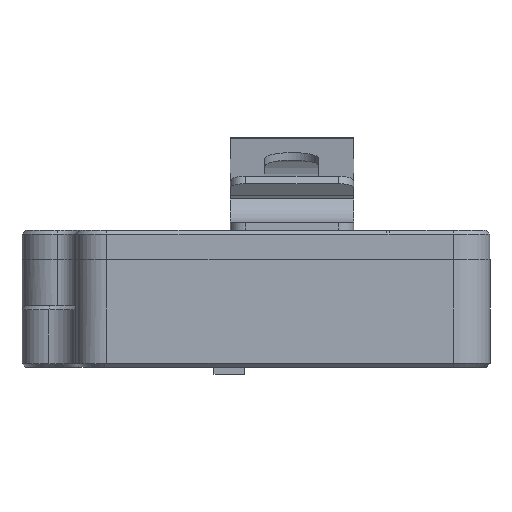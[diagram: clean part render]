
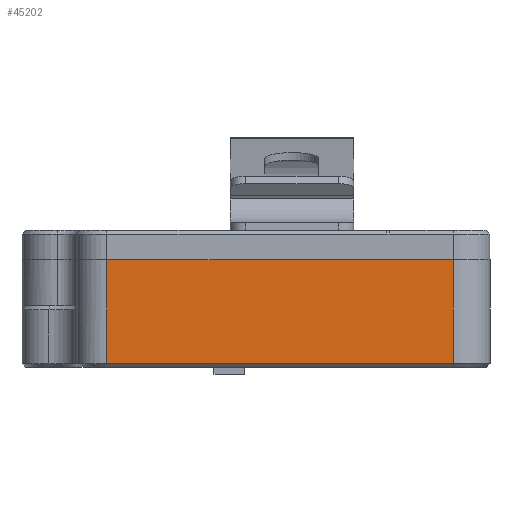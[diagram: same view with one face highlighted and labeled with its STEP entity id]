
A CAD part, left-side view. The second image highlights one B-rep face of the part: STEP entity #45202.
In plain terms, the highlighted planar face has unit normal (-1, 0, 0).
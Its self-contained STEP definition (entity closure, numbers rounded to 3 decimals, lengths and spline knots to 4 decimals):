
#2570=PLANE('',#49145);
#4886=FACE_OUTER_BOUND('',#7595,.T.);
#7595=EDGE_LOOP('',(#40373,#40374,#40375,#40376));
#12319=LINE('',#73883,#17461);
#12322=LINE('',#73954,#17464);
#12323=LINE('',#73956,#17465);
#12324=LINE('',#73957,#17466);
#17461=VECTOR('',#60071,0.3937);
#17464=VECTOR('',#60084,0.3937);
#17465=VECTOR('',#60085,39.3701);
#17466=VECTOR('',#60086,39.3701);
#22886=VERTEX_POINT('',#73880);
#22887=VERTEX_POINT('',#73882);
#22892=VERTEX_POINT('',#73953);
#22893=VERTEX_POINT('',#73955);
#28831=EDGE_CURVE('',#22886,#22887,#12319,.T.);
#28840=EDGE_CURVE('',#22892,#22886,#12322,.T.);
#28841=EDGE_CURVE('',#22893,#22892,#12323,.T.);
#28842=EDGE_CURVE('',#22887,#22893,#12324,.T.);
#40373=ORIENTED_EDGE('',*,*,#28831,.F.);
#40374=ORIENTED_EDGE('',*,*,#28840,.F.);
#40375=ORIENTED_EDGE('',*,*,#28841,.F.);
#40376=ORIENTED_EDGE('',*,*,#28842,.F.);
#45202=ADVANCED_FACE('',(#4886),#2570,.F.);
#49145=AXIS2_PLACEMENT_3D('',#73952,#60082,#60083);
#60071=DIRECTION('',(0.,1.,0.));
#60082=DIRECTION('center_axis',(1.,0.,0.));
#60083=DIRECTION('ref_axis',(0.,1.,0.));
#60084=DIRECTION('',(0.,0.,-1.));
#60085=DIRECTION('',(0.,-1.,0.));
#60086=DIRECTION('',(0.,0.,1.));
#73880=CARTESIAN_POINT('',(-0.7818,-1.023,-0.4056));
#73882=CARTESIAN_POINT('',(-0.7818,0.7456,-0.4056));
#73883=CARTESIAN_POINT('',(-0.7818,0.7456,-0.4056));
#73952=CARTESIAN_POINT('Origin',(-0.7818,0.7456,-0.4256));
#73953=CARTESIAN_POINT('',(-0.7818,-1.023,0.1246));
#73954=CARTESIAN_POINT('',(-0.7818,-1.023,0.1246));
#73955=CARTESIAN_POINT('',(-0.7818,0.7456,0.1246));
#73956=CARTESIAN_POINT('',(-0.7818,0.7456,0.1246));
#73957=CARTESIAN_POINT('',(-0.7818,0.7456,-0.4256));
